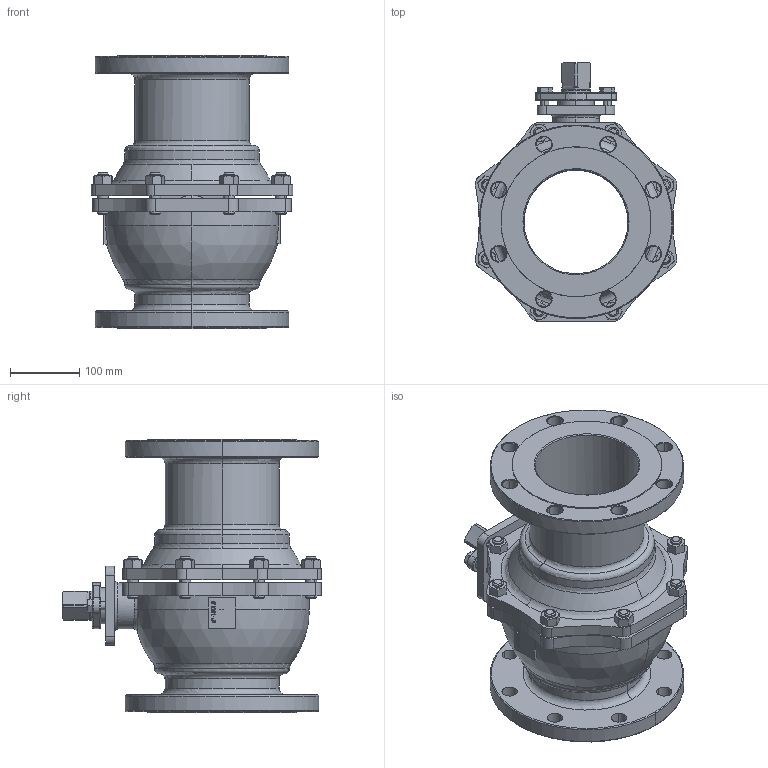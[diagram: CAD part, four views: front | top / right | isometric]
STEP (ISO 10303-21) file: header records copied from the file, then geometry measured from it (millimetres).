
FILE_DESCRIPTION (( 'STEP AP214' ), '1' );
FILE_NAME ('FM-F1-0600-XXX.step', '2019-10-30T12:39:19', ( '' ), ( '' ), 'SwSTEP 2.0', 'SolidWorks 2019', '' );
FILE_SCHEMA (( 'AUTOMOTIVE_DESIGN' ));
Length unit declared in the file: inch
Products named in the file (1): FM-F1-0600-XXX
Bounding box: 290.38 x 373.42 x 394 mm (x, y, z)
Surface area: 715754.5 mm2 (no closed solid volume)
Topology: 0 solids, 29 shells, 536 faces, 1493 edges, 997 vertices
Faces by surface type: plane 169, cylinder 161, cone 141, torus 38, bspline 21, sphere 6
Entity records: 42107 total; most frequent: CARTESIAN_POINT 24413, ORIENTED_EDGE 2645, EDGE_CURVE 1493, B_SPLINE_CURVE_WITH_KNOTS 1443, DIRECTION 1100, VERTEX_POINT 997, EDGE_LOOP 654, DIMENSIONAL_EXPONENTS 538
